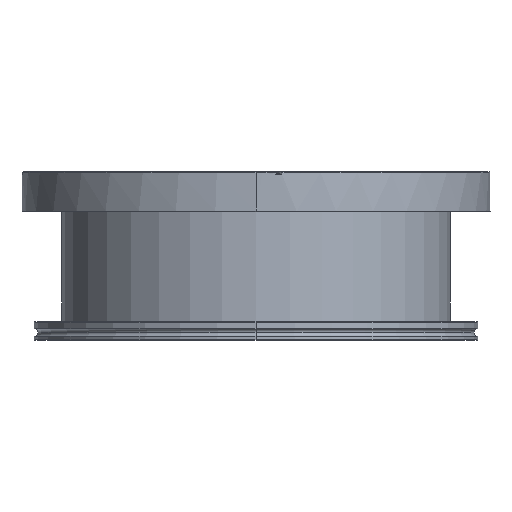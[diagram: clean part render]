
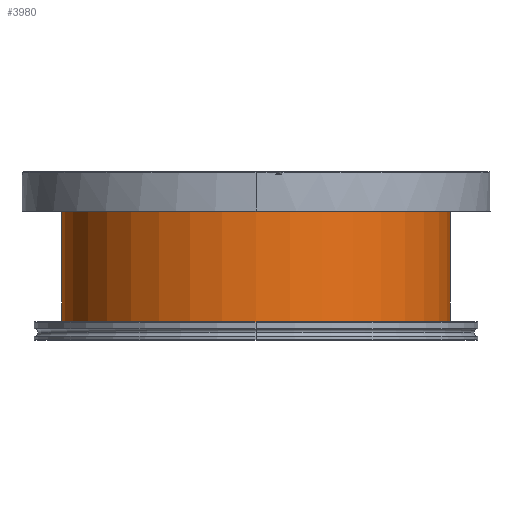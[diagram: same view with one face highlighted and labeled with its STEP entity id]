
A CAD part, front view. The second image highlights one B-rep face of the part: STEP entity #3980.
In plain terms, the highlighted cylindrical face has radius 127 mm (diameter 254 mm), a partial arc.
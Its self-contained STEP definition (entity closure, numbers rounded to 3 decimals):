
#416 = VERTEX_POINT ( 'NONE', #2319 ) ;
#492 = DIRECTION ( 'NONE',  ( 1., 0., 0. ) ) ;
#574 = CIRCLE ( 'NONE', #974, 127. ) ;
#678 = LINE ( 'NONE', #3046, #2444 ) ;
#743 = VERTEX_POINT ( 'NONE', #4347 ) ;
#892 = EDGE_CURVE ( 'NONE', #1667, #416, #1117, .T. ) ;
#974 = AXIS2_PLACEMENT_3D ( 'NONE', #3563, #1323, #3934 ) ;
#1056 = EDGE_CURVE ( 'NONE', #1667, #743, #574, .T. ) ;
#1115 = EDGE_CURVE ( 'NONE', #416, #4542, #2327, .T. ) ;
#1117 = LINE ( 'NONE', #4286, #1237 ) ;
#1120 = DIRECTION ( 'NONE',  ( -1., 0., 0. ) ) ;
#1133 = EDGE_LOOP ( 'NONE', ( #1441, #3761, #3002, #2972 ) ) ;
#1237 = VECTOR ( 'NONE', #4654, 1000. ) ;
#1303 = CARTESIAN_POINT ( 'NONE',  ( -127., 0., 45.4 ) ) ;
#1323 = DIRECTION ( 'NONE',  ( 0., 0., 1. ) ) ;
#1373 = CARTESIAN_POINT ( 'NONE',  ( 0., 0., -45.4 ) ) ;
#1426 = EDGE_CURVE ( 'NONE', #743, #4542, #678, .T. ) ;
#1441 = ORIENTED_EDGE ( 'NONE', *, *, #1426, .F. ) ;
#1667 = VERTEX_POINT ( 'NONE', #1303 ) ;
#2319 = CARTESIAN_POINT ( 'NONE',  ( -127., 0., -45.4 ) ) ;
#2327 = CIRCLE ( 'NONE', #2720, 127. ) ;
#2444 = VECTOR ( 'NONE', #4540, 1000. ) ;
#2611 = DIRECTION ( 'NONE',  ( 0., 0., -1. ) ) ;
#2711 = DIRECTION ( 'NONE',  ( 0., 0., 1. ) ) ;
#2720 = AXIS2_PLACEMENT_3D ( 'NONE', #1373, #2711, #492 ) ;
#2972 = ORIENTED_EDGE ( 'NONE', *, *, #1115, .T. ) ;
#3002 = ORIENTED_EDGE ( 'NONE', *, *, #892, .T. ) ;
#3046 = CARTESIAN_POINT ( 'NONE',  ( 127., 0., 45.4 ) ) ;
#3107 = FACE_OUTER_BOUND ( 'NONE', #1133, .T. ) ;
#3373 = CARTESIAN_POINT ( 'NONE',  ( 0., 0., 45.4 ) ) ;
#3563 = CARTESIAN_POINT ( 'NONE',  ( 0., 0., 45.4 ) ) ;
#3756 = CYLINDRICAL_SURFACE ( 'NONE', #4773, 127. ) ;
#3761 = ORIENTED_EDGE ( 'NONE', *, *, #1056, .F. ) ;
#3934 = DIRECTION ( 'NONE',  ( 1., 0., 0. ) ) ;
#3980 = ADVANCED_FACE ( 'NONE', ( #3107 ), #3756, .T. ) ;
#4172 = CARTESIAN_POINT ( 'NONE',  ( 127., 0., -45.4 ) ) ;
#4286 = CARTESIAN_POINT ( 'NONE',  ( -127., 0., 45.4 ) ) ;
#4347 = CARTESIAN_POINT ( 'NONE',  ( 127., 0., 45.4 ) ) ;
#4540 = DIRECTION ( 'NONE',  ( 0., 0., -1. ) ) ;
#4542 = VERTEX_POINT ( 'NONE', #4172 ) ;
#4654 = DIRECTION ( 'NONE',  ( 0., 0., -1. ) ) ;
#4773 = AXIS2_PLACEMENT_3D ( 'NONE', #3373, #2611, #1120 ) ;
